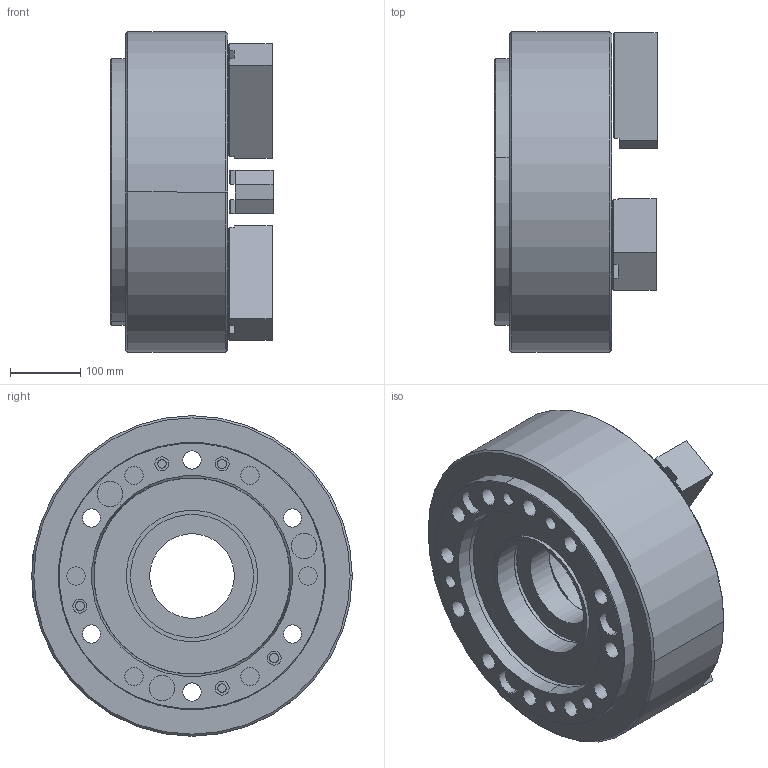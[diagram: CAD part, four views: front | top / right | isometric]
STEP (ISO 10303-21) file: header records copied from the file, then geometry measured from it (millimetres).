
FILE_DESCRIPTION (( 'STEP AP203' ), '1' );
FILE_NAME ('3H-18BA15.STEP', '2011-03-15T07:19:43', ( 'user' ), ( '' ), 'SwSTEP 2.0', 'SolidWorks 2010', '' );
FILE_SCHEMA (( 'CONFIG_CONTROL_DESIGN' ));
Length unit declared in the file: millimetre
Products named in the file (5): 3H-18B本體; 3H-18B中仁; 3H-18BA15; SJ15HB; A15
Assembly tree (6 placements, depth 2):
  3H-18BA15
    SJ15HB  x3
    3H-18B本體
    3H-18B中仁
    A15
Bounding box: 230.6 x 456 x 456 mm (x, y, z)
Volume: 21498890.7 mm3; surface area: 1208726 mm2
Topology: 6 solids, 6 shells, 2608 faces, 7704 edges, 5124 vertices
Faces by surface type: plane 1876, cylinder 690, cone 34, torus 8
Entity records: 32521 total; most frequent: CARTESIAN_POINT 6973, ORIENTED_EDGE 5680, DIRECTION 4664, EDGE_CURVE 2840, LINE 2154, VECTOR 2154, VERTEX_POINT 1884, AXIS2_PLACEMENT_3D 1255
